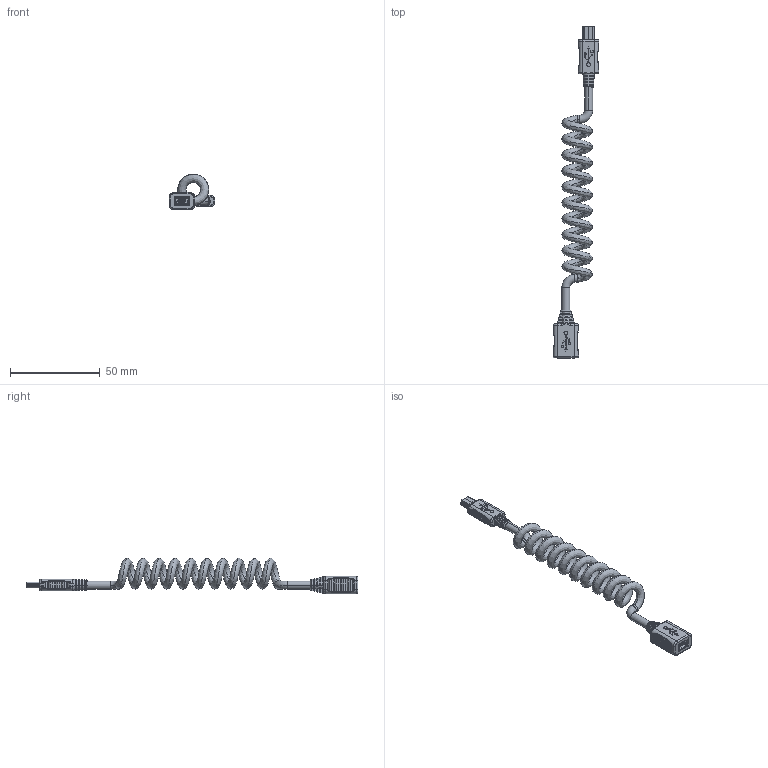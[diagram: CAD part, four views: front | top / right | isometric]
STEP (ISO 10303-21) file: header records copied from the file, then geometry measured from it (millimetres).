
FILE_DESCRIPTION (( 'STEP AP214' ), '1' );
FILE_NAME ('COILMB5EXT-2M.STEP', '2009-03-30T15:50:49', ( ' ' ), ( ' ' ), 'SwSTEP 2.0', 'SolidWorks 2008', '' );
FILE_SCHEMA (( 'AUTOMOTIVE_DESIGN' ));
Length unit declared in the file: inch
Products named in the file (15): 1AA05-006-MA4; 1AA05-006-MA3; MTN-162_NO LOGO; 1AL08-205; COILMB5EXT-2M; MTN-257; MTN-253_with hollow; MTN-253; 3AB06-030_without logo; 1AA05-014 MA-1; 1AA05-014; 1AA05-006-MA2_crimped; 1AA05-006-MA1; 1AA05-006_crimped
Assembly tree (14 placements, depth 4):
  COILMB5EXT-2M
    3AB06-030_without logo
      MTN-162_NO LOGO
      1AA05-006_crimped
        1AA05-006-MA4
        1AA05-006-MA3
        1AA05-006-MA2_crimped
        1AA05-006-MA1
    MTN-253
      MTN-253_with hollow
      MTN-257
        1AA05-014 MA-1
        MTN-257
        1AA05-014
    1AL08-205
Bounding box: 25.53 x 185.42 x 19.77 mm (x, y, z)
Volume: 12243.6 mm3; surface area: 12627.5 mm2
Topology: 24 solids, 24 shells, 1349 faces, 3789 edges, 2480 vertices
Faces by surface type: plane 952, cylinder 277, bspline 90, torus 24, cone 4, sphere 2
Entity records: 54987 total; most frequent: CARTESIAN_POINT 14897, ORIENTED_EDGE 7558, DIRECTION 6417, EDGE_CURVE 3779, VECTOR 2813, LINE 2813, VERTEX_POINT 2480, AXIS2_PLACEMENT_3D 1802
